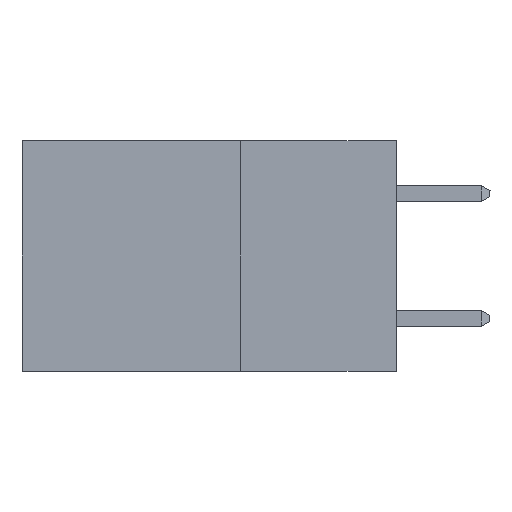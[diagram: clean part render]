
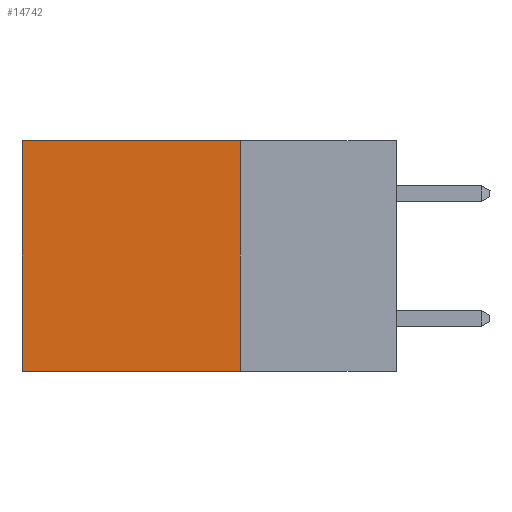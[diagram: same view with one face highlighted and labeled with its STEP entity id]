
A CAD part, left-side view. The second image highlights one B-rep face of the part: STEP entity #14742.
In plain terms, the highlighted planar face has unit normal (-1, 0, 0).
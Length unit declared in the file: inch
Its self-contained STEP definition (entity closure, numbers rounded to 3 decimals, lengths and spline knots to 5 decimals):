
#247 = CARTESIAN_POINT ( 'NONE',  ( 0.298, 0.6, -0.37 ) ) ;
#1004 = VERTEX_POINT ( 'NONE', #247 ) ;
#1545 = CARTESIAN_POINT ( 'NONE',  ( 0.298, 0.25, -0.37 ) ) ;
#2245 = ORIENTED_EDGE ( 'NONE', *, *, #11562, .T. ) ;
#2260 = CARTESIAN_POINT ( 'NONE',  ( 0.298, 0.25, 0. ) ) ;
#2893 = VERTEX_POINT ( 'NONE', #1545 ) ;
#3005 = CARTESIAN_POINT ( 'NONE',  ( 0.298, 0.6, 0. ) ) ;
#3187 = EDGE_CURVE ( 'NONE', #2893, #1004, #15404, .T. ) ;
#3335 = VECTOR ( 'NONE', #4242, 39.37008 ) ;
#4242 = DIRECTION ( 'NONE',  ( 0., 1., 0. ) ) ;
#4633 = EDGE_CURVE ( 'NONE', #8064, #1004, #8165, .T. ) ;
#4906 = PLANE ( 'NONE',  #10608 ) ;
#5335 = ORIENTED_EDGE ( 'NONE', *, *, #4633, .T. ) ;
#6234 = DIRECTION ( 'NONE',  ( 1., 0., 0. ) ) ;
#7207 = CARTESIAN_POINT ( 'NONE',  ( 0.298, 0.25, 0. ) ) ;
#7501 = VERTEX_POINT ( 'NONE', #7207 ) ;
#7753 = VECTOR ( 'NONE', #10897, 39.37008 ) ;
#8064 = VERTEX_POINT ( 'NONE', #3005 ) ;
#8165 = LINE ( 'NONE', #11977, #7753 ) ;
#8772 = ORIENTED_EDGE ( 'NONE', *, *, #3187, .F. ) ;
#9356 = VECTOR ( 'NONE', #15014, 39.37008 ) ;
#9399 = CARTESIAN_POINT ( 'NONE',  ( 0.298, 0.25, 0. ) ) ;
#10608 = AXIS2_PLACEMENT_3D ( 'NONE', #2260, #6234, #15009 ) ;
#10679 = LINE ( 'NONE', #9399, #3335 ) ;
#10829 = EDGE_CURVE ( 'NONE', #7501, #2893, #13121, .T. ) ;
#10897 = DIRECTION ( 'NONE',  ( 0., 0., -1. ) ) ;
#11158 = EDGE_LOOP ( 'NONE', ( #5335, #8772, #15359, #2245 ) ) ;
#11362 = CARTESIAN_POINT ( 'NONE',  ( 0.298, 0.25, 0. ) ) ;
#11562 = EDGE_CURVE ( 'NONE', #7501, #8064, #10679, .T. ) ;
#11838 = VECTOR ( 'NONE', #15586, 39.37008 ) ;
#11977 = CARTESIAN_POINT ( 'NONE',  ( 0.298, 0.6, 0. ) ) ;
#11989 = FACE_OUTER_BOUND ( 'NONE', #11158, .T. ) ;
#13121 = LINE ( 'NONE', #11362, #9356 ) ;
#14742 = ADVANCED_FACE ( 'NONE', ( #11989 ), #4906, .F. ) ;
#15009 = DIRECTION ( 'NONE',  ( 0., 0., -1. ) ) ;
#15014 = DIRECTION ( 'NONE',  ( 0., 0., -1. ) ) ;
#15321 = CARTESIAN_POINT ( 'NONE',  ( 0.298, 0.25, -0.37 ) ) ;
#15359 = ORIENTED_EDGE ( 'NONE', *, *, #10829, .F. ) ;
#15404 = LINE ( 'NONE', #15321, #11838 ) ;
#15586 = DIRECTION ( 'NONE',  ( 0., 1., 0. ) ) ;
